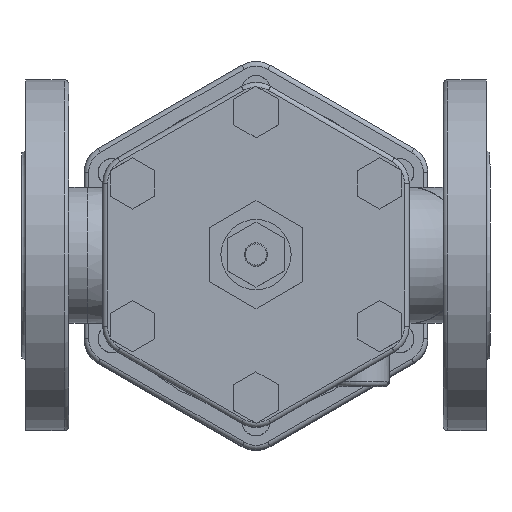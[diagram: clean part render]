
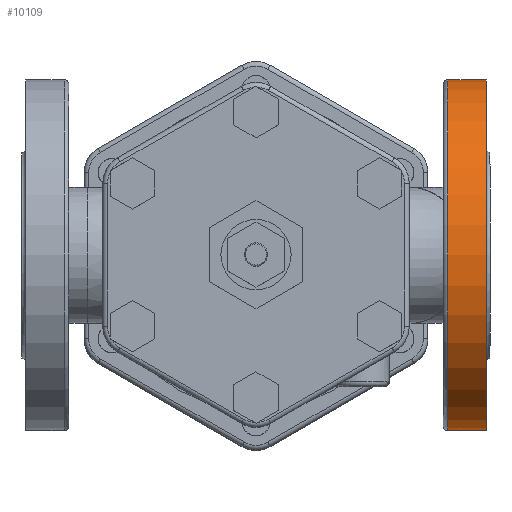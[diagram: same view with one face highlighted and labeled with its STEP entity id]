
A CAD part, top view. The second image highlights one B-rep face of the part: STEP entity #10109.
In plain terms, the highlighted cylindrical face has radius 75 mm (diameter 150 mm), a full revolution.
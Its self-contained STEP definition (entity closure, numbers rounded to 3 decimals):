
#2093=CYLINDRICAL_SURFACE('',#11133,75.);
#2319=FACE_BOUND('',#3710,.T.);
#2897=FACE_OUTER_BOUND('',#3709,.T.);
#3709=EDGE_LOOP('',(#9200));
#3710=EDGE_LOOP('',(#9201));
#4275=CIRCLE('',#11123,75.);
#4280=CIRCLE('',#11134,75.);
#5229=VERTEX_POINT('',#27923);
#5238=VERTEX_POINT('',#27997);
#6584=EDGE_CURVE('',#5229,#5229,#4275,.T.);
#6594=EDGE_CURVE('',#5238,#5238,#4280,.T.);
#9200=ORIENTED_EDGE('',*,*,#6594,.T.);
#9201=ORIENTED_EDGE('',*,*,#6584,.F.);
#10109=ADVANCED_FACE('',(#2897,#2319),#2093,.T.);
#11123=AXIS2_PLACEMENT_3D('',#27924,#13720,#13721);
#11133=AXIS2_PLACEMENT_3D('',#27996,#13740,#13741);
#11134=AXIS2_PLACEMENT_3D('',#27998,#13742,#13743);
#13720=DIRECTION('center_axis',(-1.,0.,0.));
#13721=DIRECTION('ref_axis',(0.,0.,1.));
#13740=DIRECTION('center_axis',(-1.,0.,0.));
#13741=DIRECTION('ref_axis',(0.,0.,1.));
#13742=DIRECTION('center_axis',(-1.,0.,0.));
#13743=DIRECTION('ref_axis',(0.,0.,1.));
#27923=CARTESIAN_POINT('',(82.,0.,33.));
#27924=CARTESIAN_POINT('Origin',(82.,0.,108.));
#27996=CARTESIAN_POINT('Origin',(100.,0.,108.));
#27997=CARTESIAN_POINT('',(98.4,0.,33.));
#27998=CARTESIAN_POINT('Origin',(98.4,0.,108.));
